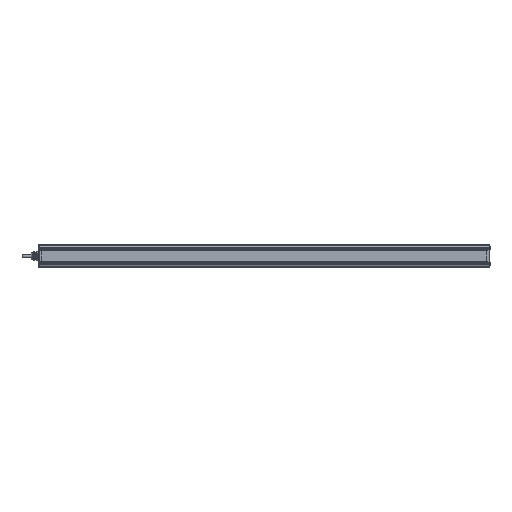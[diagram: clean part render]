
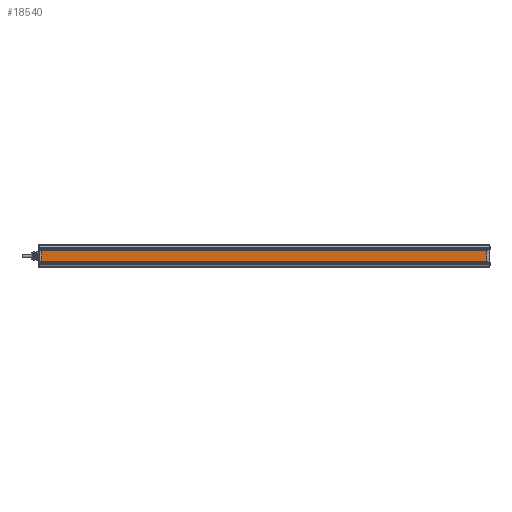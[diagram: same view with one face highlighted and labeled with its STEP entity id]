
A CAD part, front view. The second image highlights one B-rep face of the part: STEP entity #18540.
In plain terms, the highlighted planar face has unit normal (0, -1, 0).
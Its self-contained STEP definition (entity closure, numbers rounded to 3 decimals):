
#18540=ADVANCED_FACE('',(#28729),#28731,.F.);
#28729=FACE_BOUND('',#28730,.T.);
#28730=EDGE_LOOP('',(#54235,#54236,#54237,#54238));
#28731=PLANE('',#28732);
#28732=AXIS2_PLACEMENT_3D('',#28733,#28734,#28735);
#28733=CARTESIAN_POINT('',(0.,0.,0.));
#28734=DIRECTION('',(0.,1.,0.));
#28735=DIRECTION('',(0.,0.,-1.));
#54235=ORIENTED_EDGE('',*,*,#59129,.F.);
#54236=ORIENTED_EDGE('',*,*,#59126,.F.);
#54237=ORIENTED_EDGE('',*,*,#59123,.F.);
#54238=ORIENTED_EDGE('',*,*,#59119,.F.);
#59119=EDGE_CURVE('',#65571,#65572,#65573,.T.);
#59123=EDGE_CURVE('',#65572,#65579,#65580,.T.);
#59126=EDGE_CURVE('',#65579,#65584,#65585,.T.);
#59129=EDGE_CURVE('',#65584,#65571,#65589,.T.);
#65571=VERTEX_POINT('',#87519);
#65572=VERTEX_POINT('',#87520);
#65573=LINE('',#87521,#87522);
#65579=VERTEX_POINT('',#87535);
#65580=LINE('',#87536,#87537);
#65584=VERTEX_POINT('',#87546);
#65585=LINE('',#87547,#87548);
#65589=LINE('',#87557,#87558);
#87519=CARTESIAN_POINT('',(-25.705,0.,748.));
#87520=CARTESIAN_POINT('',(25.705,0.,748.));
#87521=CARTESIAN_POINT('',(-25.705,0.,748.));
#87522=VECTOR('',#87523,1.);
#87523=DIRECTION('',(1.,0.,0.));
#87535=CARTESIAN_POINT('',(25.705,0.,-748.));
#87536=CARTESIAN_POINT('',(25.705,0.,748.));
#87537=VECTOR('',#87538,1.);
#87538=DIRECTION('',(0.,0.,-1.));
#87546=CARTESIAN_POINT('',(-25.705,0.,-748.));
#87547=CARTESIAN_POINT('',(25.705,0.,-748.));
#87548=VECTOR('',#87549,1.);
#87549=DIRECTION('',(-1.,0.,0.));
#87557=CARTESIAN_POINT('',(-25.705,0.,-748.));
#87558=VECTOR('',#87559,1.);
#87559=DIRECTION('',(0.,0.,1.));
